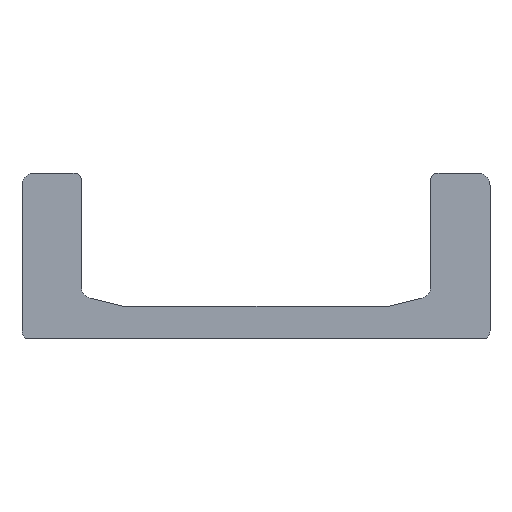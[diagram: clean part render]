
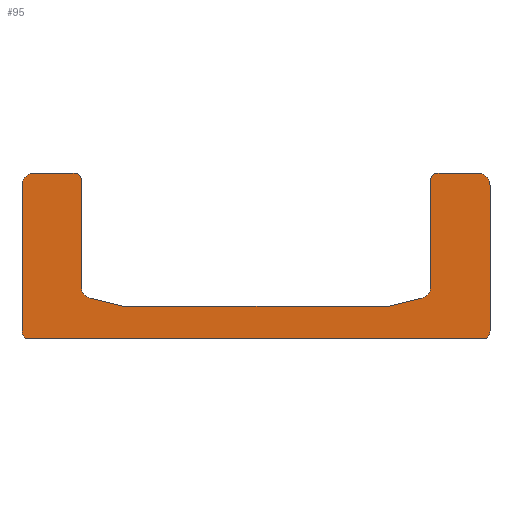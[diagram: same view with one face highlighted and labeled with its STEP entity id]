
A CAD part, top view. The second image highlights one B-rep face of the part: STEP entity #95.
In plain terms, the highlighted planar face has unit normal (0, 0, 1).
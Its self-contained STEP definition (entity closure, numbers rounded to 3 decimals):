
#95=ADVANCED_FACE('',(#138),#139,.T.);
#138=FACE_OUTER_BOUND('',#182,.T.);
#139=PLANE('',#183);
#182=EDGE_LOOP('',(#326,#327,#328,#329,#330,#331,#332,#333,#334,#335,#336,#337,#338,#339,#340,#341,#342,#343,#344,#345));
#183=AXIS2_PLACEMENT_3D('',#346,#347,#348);
#326=ORIENTED_EDGE('',*,*,#372,.F.);
#327=ORIENTED_EDGE('',*,*,#430,.F.);
#328=ORIENTED_EDGE('',*,*,#427,.F.);
#329=ORIENTED_EDGE('',*,*,#424,.F.);
#330=ORIENTED_EDGE('',*,*,#421,.F.);
#331=ORIENTED_EDGE('',*,*,#418,.F.);
#332=ORIENTED_EDGE('',*,*,#415,.F.);
#333=ORIENTED_EDGE('',*,*,#412,.F.);
#334=ORIENTED_EDGE('',*,*,#409,.F.);
#335=ORIENTED_EDGE('',*,*,#406,.F.);
#336=ORIENTED_EDGE('',*,*,#403,.F.);
#337=ORIENTED_EDGE('',*,*,#400,.F.);
#338=ORIENTED_EDGE('',*,*,#397,.F.);
#339=ORIENTED_EDGE('',*,*,#394,.F.);
#340=ORIENTED_EDGE('',*,*,#391,.F.);
#341=ORIENTED_EDGE('',*,*,#388,.F.);
#342=ORIENTED_EDGE('',*,*,#385,.F.);
#343=ORIENTED_EDGE('',*,*,#382,.F.);
#344=ORIENTED_EDGE('',*,*,#379,.F.);
#345=ORIENTED_EDGE('',*,*,#376,.F.);
#346=CARTESIAN_POINT('',(0.,26.831,10.0));
#347=DIRECTION('',(0.0,0.0,1.0));
#348=DIRECTION('',(1.0,0.0,0.0));
#372=EDGE_CURVE('',#432,#433,#434,.T.);
#376=EDGE_CURVE('',#433,#440,#441,.T.);
#379=EDGE_CURVE('',#440,#445,#446,.T.);
#382=EDGE_CURVE('',#445,#450,#451,.T.);
#385=EDGE_CURVE('',#450,#455,#456,.T.);
#388=EDGE_CURVE('',#455,#460,#461,.T.);
#391=EDGE_CURVE('',#460,#465,#466,.T.);
#394=EDGE_CURVE('',#465,#470,#471,.T.);
#397=EDGE_CURVE('',#470,#475,#476,.T.);
#400=EDGE_CURVE('',#475,#480,#481,.T.);
#403=EDGE_CURVE('',#480,#485,#486,.T.);
#406=EDGE_CURVE('',#485,#490,#491,.T.);
#409=EDGE_CURVE('',#490,#495,#496,.T.);
#412=EDGE_CURVE('',#495,#500,#501,.T.);
#415=EDGE_CURVE('',#500,#505,#506,.T.);
#418=EDGE_CURVE('',#505,#510,#511,.T.);
#421=EDGE_CURVE('',#510,#515,#516,.T.);
#424=EDGE_CURVE('',#515,#520,#521,.T.);
#427=EDGE_CURVE('',#520,#525,#526,.T.);
#430=EDGE_CURVE('',#525,#432,#530,.T.);
#432=VERTEX_POINT('',#532);
#433=VERTEX_POINT('',#533);
#434=CIRCLE('',#534,6.);
#440=VERTEX_POINT('',#542);
#441=LINE('',#543,#544);
#445=VERTEX_POINT('',#550);
#446=CIRCLE('',#551,6.);
#450=VERTEX_POINT('',#556);
#451=LINE('',#557,#558);
#455=VERTEX_POINT('',#564);
#456=CIRCLE('',#565,6.0);
#460=VERTEX_POINT('',#570);
#461=LINE('',#571,#572);
#465=VERTEX_POINT('',#578);
#466=CIRCLE('',#579,3.);
#470=VERTEX_POINT('',#584);
#471=LINE('',#585,#586);
#475=VERTEX_POINT('',#592);
#476=CIRCLE('',#593,6.0);
#480=VERTEX_POINT('',#598);
#481=LINE('',#599,#600);
#485=VERTEX_POINT('',#606);
#486=CIRCLE('',#607,6.);
#490=VERTEX_POINT('',#612);
#491=LINE('',#613,#614);
#495=VERTEX_POINT('',#620);
#496=CIRCLE('',#621,6.0);
#500=VERTEX_POINT('',#626);
#501=LINE('',#627,#628);
#505=VERTEX_POINT('',#634);
#506=CIRCLE('',#635,6.);
#510=VERTEX_POINT('',#640);
#511=LINE('',#641,#642);
#515=VERTEX_POINT('',#648);
#516=CIRCLE('',#649,3.0);
#520=VERTEX_POINT('',#654);
#521=LINE('',#655,#656);
#525=VERTEX_POINT('',#662);
#526=CIRCLE('',#663,6.);
#530=LINE('',#668,#669);
#532=CARTESIAN_POINT('',(-66.267,16.179,10.0));
#533=CARTESIAN_POINT('',(-64.811,16.,10.0));
#534=AXIS2_PLACEMENT_3D('',#672,#673,#674);
#542=CARTESIAN_POINT('',(64.811,16.,10.0));
#543=CARTESIAN_POINT('',(64.811,16.,10.0));
#544=VECTOR('',#680,1.0);
#550=CARTESIAN_POINT('',(66.267,16.179,10.0));
#551=AXIS2_PLACEMENT_3D('',#683,#684,#685);
#556=CARTESIAN_POINT('',(81.005,19.864,10.0));
#557=CARTESIAN_POINT('',(81.005,19.864,10.0));
#558=VECTOR('',#690,1.0);
#564=CARTESIAN_POINT('',(85.55,25.685,10.0));
#565=AXIS2_PLACEMENT_3D('',#693,#694,#695);
#570=CARTESIAN_POINT('',(85.55,78.,10.0));
#571=CARTESIAN_POINT('',(85.55,78.,10.0));
#572=VECTOR('',#700,1.0);
#578=CARTESIAN_POINT('',(88.55,81.,10.0));
#579=AXIS2_PLACEMENT_3D('',#703,#704,#705);
#584=CARTESIAN_POINT('',(108.5,81.,10.0));
#585=CARTESIAN_POINT('',(108.5,81.,10.0));
#586=VECTOR('',#710,1.0);
#592=CARTESIAN_POINT('',(114.5,75.,10.0));
#593=AXIS2_PLACEMENT_3D('',#713,#714,#715);
#598=CARTESIAN_POINT('',(114.5,4.,10.0));
#599=CARTESIAN_POINT('',(114.5,4.,10.0));
#600=VECTOR('',#720,1.0);
#606=CARTESIAN_POINT('',(112.972,0.,10.0));
#607=AXIS2_PLACEMENT_3D('',#723,#724,#725);
#612=CARTESIAN_POINT('',(-112.972,0.,10.0));
#613=CARTESIAN_POINT('',(-112.972,0.,10.0));
#614=VECTOR('',#730,1.0);
#620=CARTESIAN_POINT('',(-114.5,4.,10.0));
#621=AXIS2_PLACEMENT_3D('',#733,#734,#735);
#626=CARTESIAN_POINT('',(-114.5,75.,10.0));
#627=CARTESIAN_POINT('',(-114.5,75.,10.0));
#628=VECTOR('',#740,1.0);
#634=CARTESIAN_POINT('',(-108.5,81.,10.0));
#635=AXIS2_PLACEMENT_3D('',#743,#744,#745);
#640=CARTESIAN_POINT('',(-88.55,81.,10.0));
#641=CARTESIAN_POINT('',(-88.55,81.,10.0));
#642=VECTOR('',#750,1.0);
#648=CARTESIAN_POINT('',(-85.55,78.,10.0));
#649=AXIS2_PLACEMENT_3D('',#753,#754,#755);
#654=CARTESIAN_POINT('',(-85.55,25.685,10.0));
#655=CARTESIAN_POINT('',(-85.55,25.685,10.0));
#656=VECTOR('',#760,1.0);
#662=CARTESIAN_POINT('',(-81.005,19.864,10.0));
#663=AXIS2_PLACEMENT_3D('',#763,#764,#765);
#668=CARTESIAN_POINT('',(-66.267,16.179,10.0));
#669=VECTOR('',#770,1.0);
#672=CARTESIAN_POINT('',(-64.811,22.,10.0));
#673=DIRECTION('',(0.0,0.0,1.0));
#674=DIRECTION('',(1.0,0.0,0.0));
#680=DIRECTION('',(1.0,0.0,0.0));
#683=CARTESIAN_POINT('',(64.811,22.,10.0));
#684=DIRECTION('',(0.0,0.0,1.0));
#685=DIRECTION('',(1.0,0.0,0.0));
#690=DIRECTION('',(0.97,0.243,0.0));
#693=CARTESIAN_POINT('',(79.55,25.685,10.0));
#694=DIRECTION('',(0.0,0.0,1.0));
#695=DIRECTION('',(1.0,0.0,0.0));
#700=DIRECTION('',(0.0,1.0,0.0));
#703=CARTESIAN_POINT('',(88.55,78.,10.0));
#704=DIRECTION('',(0.0,0.0,-1.0));
#705=DIRECTION('',(1.0,0.0,0.0));
#710=DIRECTION('',(1.0,0.,0.0));
#713=CARTESIAN_POINT('',(108.5,75.,10.0));
#714=DIRECTION('',(0.0,0.0,-1.0));
#715=DIRECTION('',(1.0,0.0,0.0));
#720=DIRECTION('',(0.,-1.0,0.0));
#723=CARTESIAN_POINT('',(108.5,4.,10.0));
#724=DIRECTION('',(0.0,0.0,-1.0));
#725=DIRECTION('',(1.0,0.0,0.0));
#730=DIRECTION('',(-1.0,0.,0.0));
#733=CARTESIAN_POINT('',(-108.5,4.,10.0));
#734=DIRECTION('',(0.0,0.0,-1.0));
#735=DIRECTION('',(1.0,0.0,0.0));
#740=DIRECTION('',(0.,1.0,0.0));
#743=CARTESIAN_POINT('',(-108.5,75.,10.0));
#744=DIRECTION('',(0.0,0.0,-1.0));
#745=DIRECTION('',(1.0,0.0,0.0));
#750=DIRECTION('',(1.0,0.,0.0));
#753=CARTESIAN_POINT('',(-88.55,78.,10.0));
#754=DIRECTION('',(0.0,0.0,-1.0));
#755=DIRECTION('',(1.0,0.0,0.0));
#760=DIRECTION('',(0.,-1.0,-0.0));
#763=CARTESIAN_POINT('',(-79.55,25.685,10.0));
#764=DIRECTION('',(0.0,0.0,1.0));
#765=DIRECTION('',(1.0,0.0,0.0));
#770=DIRECTION('',(0.97,-0.243,0.0));
